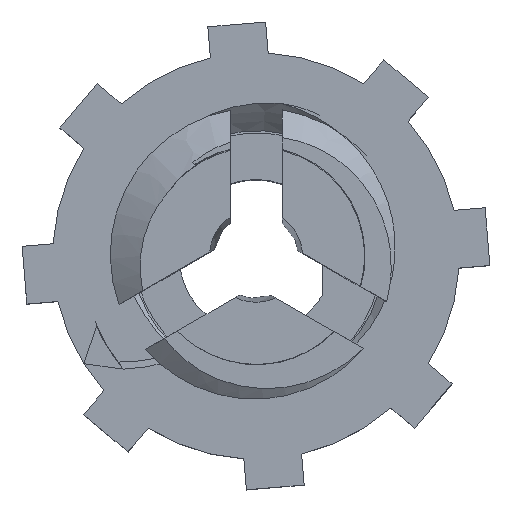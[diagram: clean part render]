
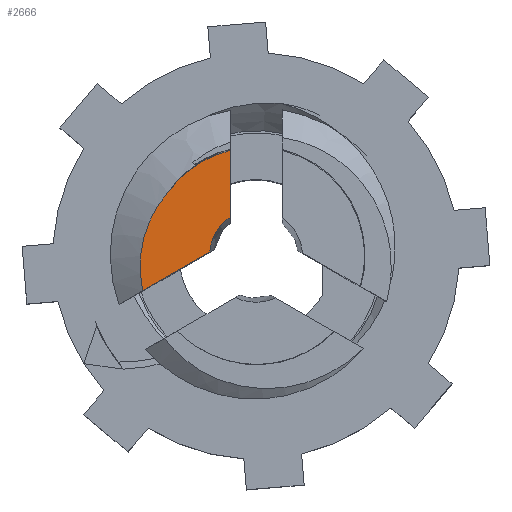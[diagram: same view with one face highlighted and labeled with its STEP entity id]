
A CAD part, top view. The second image highlights one B-rep face of the part: STEP entity #2666.
In plain terms, the highlighted planar face has unit normal (0, 0, 1).
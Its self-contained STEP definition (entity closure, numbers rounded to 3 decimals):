
#240=B_SPLINE_CURVE_WITH_KNOTS('',3,(#4483,#4484,#4485,#4486,#4487,#4488,
#4489,#4490,#4491,#4492,#4493,#4494,#4495,#4496,#4497,#4498,#4499,#4500,
#4501,#4502,#4503,#4504,#4505,#4506,#4507,#4508,#4509,#4510,#4511,#4512,
#4513,#4514,#4515,#4516),.UNSPECIFIED.,.F.,.F.,(4,3,3,3,3,3,3,3,3,3,3,4),
(-0.379,-0.34,-0.301,-0.264,
-0.227,-0.194,-0.157,-0.148,
-0.111,-0.075,-0.04,-0.016),
 .UNSPECIFIED.);
#389=LINE('',#3485,#529);
#394=LINE('',#3827,#534);
#529=VECTOR('',#3024,10.);
#534=VECTOR('',#3031,10.);
#703=FACE_OUTER_BOUND('',#854,.T.);
#854=EDGE_LOOP('',(#2074,#2075,#2076,#2077,#2078));
#973=CIRCLE('',#2865,1.6);
#976=CIRCLE('',#2873,3.742);
#1024=VERTEX_POINT('',#3480);
#1025=VERTEX_POINT('',#3484);
#1072=VERTEX_POINT('',#3822);
#1073=VERTEX_POINT('',#3826);
#1153=VERTEX_POINT('',#4482);
#1316=EDGE_CURVE('',#1025,#1024,#389,.T.);
#1365=EDGE_CURVE('',#1073,#1072,#394,.T.);
#1454=EDGE_CURVE('',#1025,#1153,#240,.T.);
#1509=EDGE_CURVE('',#1073,#1024,#973,.T.);
#1516=EDGE_CURVE('',#1072,#1153,#976,.T.);
#2074=ORIENTED_EDGE('',*,*,#1316,.T.);
#2075=ORIENTED_EDGE('',*,*,#1509,.F.);
#2076=ORIENTED_EDGE('',*,*,#1365,.T.);
#2077=ORIENTED_EDGE('',*,*,#1516,.T.);
#2078=ORIENTED_EDGE('',*,*,#1454,.F.);
#2576=PLANE('',#2872);
#2666=ADVANCED_FACE('',(#703),#2576,.T.);
#2865=AXIS2_PLACEMENT_3D('',#6120,#3099,#3100);
#2872=AXIS2_PLACEMENT_3D('',#6270,#3114,#3115);
#2873=AXIS2_PLACEMENT_3D('',#6271,#3116,#3117);
#3024=DIRECTION('',(0.866,0.5,0.));
#3031=DIRECTION('',(0.,1.,0.));
#3099=DIRECTION('center_axis',(0.,0.,1.));
#3100=DIRECTION('ref_axis',(1.,0.,0.));
#3114=DIRECTION('center_axis',(0.,0.,1.));
#3115=DIRECTION('ref_axis',(1.,0.,0.));
#3116=DIRECTION('center_axis',(0.,0.,1.));
#3117=DIRECTION('ref_axis',(1.,0.,0.));
#3480=CARTESIAN_POINT('',(16.227,2.494,3.789));
#3484=CARTESIAN_POINT('',(13.916,1.159,3.789));
#3485=CARTESIAN_POINT('',(13.402,0.862,3.789));
#3822=CARTESIAN_POINT('',(16.935,5.996,3.789));
#3826=CARTESIAN_POINT('',(16.935,3.693,3.789));
#3827=CARTESIAN_POINT('',(16.935,2.682,3.789));
#4482=CARTESIAN_POINT('',(14.78,4.541,3.789));
#4483=CARTESIAN_POINT('Ctrl Pts',(13.916,1.159,3.789));
#4484=CARTESIAN_POINT('Ctrl Pts',(13.89,1.286,3.789));
#4485=CARTESIAN_POINT('Ctrl Pts',(13.869,1.414,3.789));
#4486=CARTESIAN_POINT('Ctrl Pts',(13.855,1.543,3.789));
#4487=CARTESIAN_POINT('Ctrl Pts',(13.841,1.671,3.789));
#4488=CARTESIAN_POINT('Ctrl Pts',(13.833,1.801,3.789));
#4489=CARTESIAN_POINT('Ctrl Pts',(13.831,1.931,3.789));
#4490=CARTESIAN_POINT('Ctrl Pts',(13.829,2.055,3.789));
#4491=CARTESIAN_POINT('Ctrl Pts',(13.833,2.178,3.789));
#4492=CARTESIAN_POINT('Ctrl Pts',(13.843,2.301,3.789));
#4493=CARTESIAN_POINT('Ctrl Pts',(13.853,2.424,3.789));
#4494=CARTESIAN_POINT('Ctrl Pts',(13.868,2.545,3.789));
#4495=CARTESIAN_POINT('Ctrl Pts',(13.889,2.666,3.789));
#4496=CARTESIAN_POINT('Ctrl Pts',(13.907,2.773,3.789));
#4497=CARTESIAN_POINT('Ctrl Pts',(13.93,2.878,3.789));
#4498=CARTESIAN_POINT('Ctrl Pts',(13.957,2.983,3.789));
#4499=CARTESIAN_POINT('Ctrl Pts',(13.988,3.101,3.789));
#4500=CARTESIAN_POINT('Ctrl Pts',(14.024,3.218,3.789));
#4501=CARTESIAN_POINT('Ctrl Pts',(14.067,3.334,3.789));
#4502=CARTESIAN_POINT('Ctrl Pts',(14.078,3.364,3.789));
#4503=CARTESIAN_POINT('Ctrl Pts',(14.089,3.395,3.789));
#4504=CARTESIAN_POINT('Ctrl Pts',(14.101,3.425,3.789));
#4505=CARTESIAN_POINT('Ctrl Pts',(14.145,3.537,3.789));
#4506=CARTESIAN_POINT('Ctrl Pts',(14.195,3.647,3.789));
#4507=CARTESIAN_POINT('Ctrl Pts',(14.249,3.754,3.789));
#4508=CARTESIAN_POINT('Ctrl Pts',(14.303,3.861,3.789));
#4509=CARTESIAN_POINT('Ctrl Pts',(14.362,3.965,3.789));
#4510=CARTESIAN_POINT('Ctrl Pts',(14.425,4.066,3.789));
#4511=CARTESIAN_POINT('Ctrl Pts',(14.488,4.165,3.789));
#4512=CARTESIAN_POINT('Ctrl Pts',(14.555,4.262,3.789));
#4513=CARTESIAN_POINT('Ctrl Pts',(14.627,4.355,3.789));
#4514=CARTESIAN_POINT('Ctrl Pts',(14.676,4.418,3.789));
#4515=CARTESIAN_POINT('Ctrl Pts',(14.727,4.481,3.789));
#4516=CARTESIAN_POINT('Ctrl Pts',(14.78,4.541,3.789));
#6120=CARTESIAN_POINT('Origin',(17.822,2.361,3.789));
#6270=CARTESIAN_POINT('Origin',(17.822,2.361,3.789));
#6271=CARTESIAN_POINT('Origin',(17.822,2.361,3.789));
